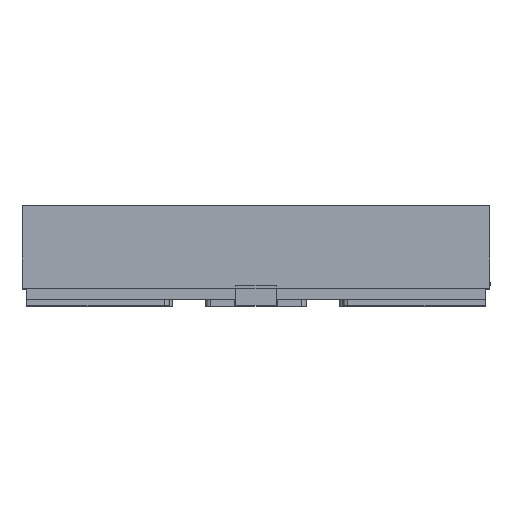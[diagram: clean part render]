
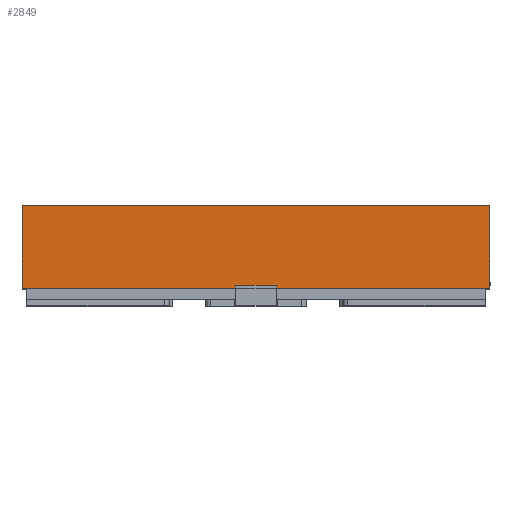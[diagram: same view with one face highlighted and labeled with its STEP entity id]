
A CAD part, top view. The second image highlights one B-rep face of the part: STEP entity #2849.
In plain terms, the highlighted planar face has unit normal (0, 0, 1).
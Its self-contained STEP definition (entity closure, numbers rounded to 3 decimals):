
#109 = CARTESIAN_POINT ( 'NONE',  ( -1.75, -5.13, 1.875 ) ) ;
#289 = CARTESIAN_POINT ( 'NONE',  ( -0.15, 0.152, 1.875 ) ) ;
#429 = ORIENTED_EDGE ( 'NONE', *, *, #11384, .F. ) ;
#624 = VECTOR ( 'NONE', #10433, 1000. ) ;
#669 = LINE ( 'NONE', #7008, #2364 ) ;
#727 = CARTESIAN_POINT ( 'NONE',  ( 0.15, 0.13, 1.875 ) ) ;
#927 = FACE_OUTER_BOUND ( 'NONE', #7747, .T. ) ;
#1253 = EDGE_CURVE ( 'NONE', #11605, #7614, #10485, .T. ) ;
#1261 = VECTOR ( 'NONE', #2782, 1000. ) ;
#1635 = DIRECTION ( 'NONE',  ( 0., -1., 0. ) ) ;
#1848 = VECTOR ( 'NONE', #1635, 1000. ) ;
#2364 = VECTOR ( 'NONE', #8675, 1000. ) ;
#2663 = DIRECTION ( 'NONE',  ( 0., 1., 0. ) ) ;
#2673 = ORIENTED_EDGE ( 'NONE', *, *, #2755, .T. ) ;
#2688 = VERTEX_POINT ( 'NONE', #8480 ) ;
#2696 = PLANE ( 'NONE',  #7575 ) ;
#2755 = EDGE_CURVE ( 'NONE', #7614, #10050, #4355, .T. ) ;
#2782 = DIRECTION ( 'NONE',  ( 0., 1., 0. ) ) ;
#2849 = ADVANCED_FACE ( 'NONE', ( #927 ), #2696, .T. ) ;
#3092 = ORIENTED_EDGE ( 'NONE', *, *, #9263, .F. ) ;
#3379 = ORIENTED_EDGE ( 'NONE', *, *, #3584, .T. ) ;
#3584 = EDGE_CURVE ( 'NONE', #10380, #11605, #669, .T. ) ;
#3706 = DIRECTION ( 'NONE',  ( 1., 0., 0. ) ) ;
#3797 = ORIENTED_EDGE ( 'NONE', *, *, #1253, .T. ) ;
#4258 = DIRECTION ( 'NONE',  ( 1., 0., 0. ) ) ;
#4319 = DIRECTION ( 'NONE',  ( 1., 0., 0. ) ) ;
#4355 = LINE ( 'NONE', #4474, #8891 ) ;
#4432 = VERTEX_POINT ( 'NONE', #6426 ) ;
#4472 = LINE ( 'NONE', #10708, #1848 ) ;
#4474 = CARTESIAN_POINT ( 'NONE',  ( -1.75, 0.13, 1.875 ) ) ;
#4515 = CARTESIAN_POINT ( 'NONE',  ( 1.75, 0.13, 1.875 ) ) ;
#4597 = VERTEX_POINT ( 'NONE', #7789 ) ;
#4691 = ORIENTED_EDGE ( 'NONE', *, *, #9342, .T. ) ;
#5253 = CARTESIAN_POINT ( 'NONE',  ( -0.15, 0.13, 1.875 ) ) ;
#5634 = VECTOR ( 'NONE', #4258, 1000. ) ;
#6171 = LINE ( 'NONE', #11502, #10157 ) ;
#6426 = CARTESIAN_POINT ( 'NONE',  ( -1.75, 0.75, 1.875 ) ) ;
#6467 = CARTESIAN_POINT ( 'NONE',  ( 1.75, -5.13, 1.875 ) ) ;
#6552 = DIRECTION ( 'NONE',  ( 0., 0., 1. ) ) ;
#6599 = EDGE_CURVE ( 'NONE', #4597, #8100, #9736, .T. ) ;
#6805 = CARTESIAN_POINT ( 'NONE',  ( 0.15, 0.152, 1.875 ) ) ;
#7008 = CARTESIAN_POINT ( 'NONE',  ( -0.15, 0.152, 1.875 ) ) ;
#7036 = DIRECTION ( 'NONE',  ( 1., 0., 0. ) ) ;
#7575 = AXIS2_PLACEMENT_3D ( 'NONE', #109, #6552, #3706 ) ;
#7614 = VERTEX_POINT ( 'NONE', #727 ) ;
#7747 = EDGE_LOOP ( 'NONE', ( #3092, #9353, #8653, #3379, #3797, #2673, #4691, #429 ) ) ;
#7770 = CARTESIAN_POINT ( 'NONE',  ( 0.15, 0.152, 1.875 ) ) ;
#7789 = CARTESIAN_POINT ( 'NONE',  ( -1.75, 0.13, 1.875 ) ) ;
#8100 = VERTEX_POINT ( 'NONE', #5253 ) ;
#8259 = VECTOR ( 'NONE', #4319, 1000. ) ;
#8480 = CARTESIAN_POINT ( 'NONE',  ( 1.75, 0.75, 1.875 ) ) ;
#8653 = ORIENTED_EDGE ( 'NONE', *, *, #10544, .F. ) ;
#8675 = DIRECTION ( 'NONE',  ( 1., 0., 0. ) ) ;
#8891 = VECTOR ( 'NONE', #7036, 1000. ) ;
#9263 = EDGE_CURVE ( 'NONE', #4597, #4432, #6171, .T. ) ;
#9342 = EDGE_CURVE ( 'NONE', #10050, #2688, #10919, .T. ) ;
#9353 = ORIENTED_EDGE ( 'NONE', *, *, #6599, .T. ) ;
#9681 = CARTESIAN_POINT ( 'NONE',  ( -1.75, 0.75, 1.875 ) ) ;
#9736 = LINE ( 'NONE', #11017, #8259 ) ;
#10050 = VERTEX_POINT ( 'NONE', #4515 ) ;
#10157 = VECTOR ( 'NONE', #2663, 1000. ) ;
#10380 = VERTEX_POINT ( 'NONE', #289 ) ;
#10433 = DIRECTION ( 'NONE',  ( 0., -1., 0. ) ) ;
#10485 = LINE ( 'NONE', #6805, #624 ) ;
#10544 = EDGE_CURVE ( 'NONE', #10380, #8100, #4472, .T. ) ;
#10684 = LINE ( 'NONE', #9681, #5634 ) ;
#10708 = CARTESIAN_POINT ( 'NONE',  ( -0.15, 0.152, 1.875 ) ) ;
#10919 = LINE ( 'NONE', #6467, #1261 ) ;
#11017 = CARTESIAN_POINT ( 'NONE',  ( -1.75, 0.13, 1.875 ) ) ;
#11384 = EDGE_CURVE ( 'NONE', #4432, #2688, #10684, .T. ) ;
#11502 = CARTESIAN_POINT ( 'NONE',  ( -1.75, -5.13, 1.875 ) ) ;
#11605 = VERTEX_POINT ( 'NONE', #7770 ) ;
